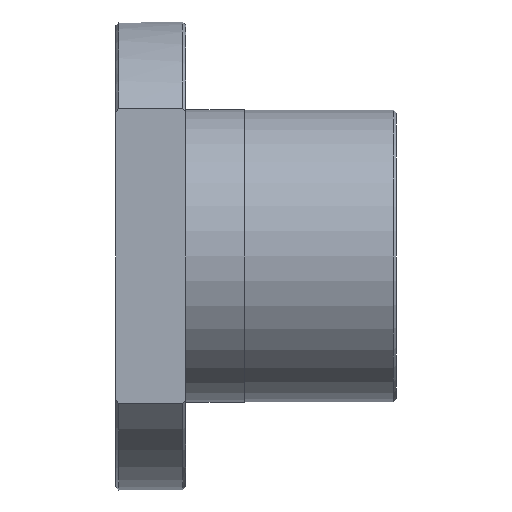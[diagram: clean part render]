
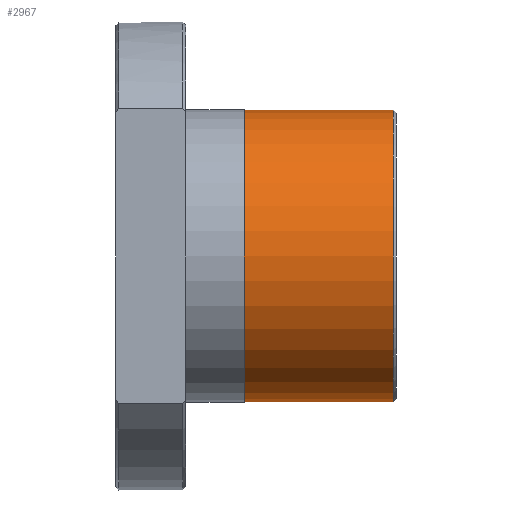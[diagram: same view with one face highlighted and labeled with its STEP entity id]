
A CAD part, front view. The second image highlights one B-rep face of the part: STEP entity #2967.
In plain terms, the highlighted cylindrical face has radius 24.9 mm (diameter 49.8 mm), a partial arc.
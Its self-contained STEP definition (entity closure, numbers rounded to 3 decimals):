
#15 = VERTEX_POINT ( 'NONE', #61 ) ;
#42 = CARTESIAN_POINT ( 'NONE',  ( 2260.751, 0., -24.9 ) ) ;
#58 = CARTESIAN_POINT ( 'NONE',  ( 2248., 0., 0. ) ) ;
#61 = CARTESIAN_POINT ( 'NONE',  ( 2273.502, 0., 24.9 ) ) ;
#124 = CARTESIAN_POINT ( 'NONE',  ( 2248., 0., 24.9 ) ) ;
#134 = LINE ( 'NONE', #2939, #2562 ) ;
#232 = DIRECTION ( 'NONE',  ( 0., 0., -1. ) ) ;
#238 = CARTESIAN_POINT ( 'NONE',  ( 2248., 0., -24.9 ) ) ;
#245 = CARTESIAN_POINT ( 'NONE',  ( 2273.502, 0., 0. ) ) ;
#438 = DIRECTION ( 'NONE',  ( 1., 0., 0. ) ) ;
#457 = AXIS2_PLACEMENT_3D ( 'NONE', #245, #510, #232 ) ;
#466 = CARTESIAN_POINT ( 'NONE',  ( 2273.502, 0., -24.9 ) ) ;
#510 = DIRECTION ( 'NONE',  ( -1., 0., 0. ) ) ;
#522 = DIRECTION ( 'NONE',  ( 1., 0., 0. ) ) ;
#689 = CYLINDRICAL_SURFACE ( 'NONE', #1536, 24.9 ) ;
#715 = FACE_OUTER_BOUND ( 'NONE', #833, .T. ) ;
#750 = CIRCLE ( 'NONE', #1045, 24.9 ) ;
#833 = EDGE_LOOP ( 'NONE', ( #2524, #2561, #1982, #1356 ) ) ;
#1026 = LINE ( 'NONE', #42, #2064 ) ;
#1045 = AXIS2_PLACEMENT_3D ( 'NONE', #58, #1928, #1461 ) ;
#1356 = ORIENTED_EDGE ( 'NONE', *, *, #2236, .T. ) ;
#1373 = VERTEX_POINT ( 'NONE', #238 ) ;
#1453 = VERTEX_POINT ( 'NONE', #124 ) ;
#1461 = DIRECTION ( 'NONE',  ( 0., 0., -1. ) ) ;
#1536 = AXIS2_PLACEMENT_3D ( 'NONE', #2776, #438, #1598 ) ;
#1598 = DIRECTION ( 'NONE',  ( 0., 0., -1. ) ) ;
#1721 = EDGE_CURVE ( 'NONE', #1453, #15, #134, .T. ) ;
#1898 = CIRCLE ( 'NONE', #457, 24.9 ) ;
#1928 = DIRECTION ( 'NONE',  ( -1., 0., 0. ) ) ;
#1982 = ORIENTED_EDGE ( 'NONE', *, *, #2514, .T. ) ;
#2013 = DIRECTION ( 'NONE',  ( 1., 0., 0. ) ) ;
#2064 = VECTOR ( 'NONE', #522, 1000. ) ;
#2146 = VERTEX_POINT ( 'NONE', #466 ) ;
#2236 = EDGE_CURVE ( 'NONE', #2146, #15, #1898, .T. ) ;
#2415 = EDGE_CURVE ( 'NONE', #1373, #1453, #750, .T. ) ;
#2514 = EDGE_CURVE ( 'NONE', #1373, #2146, #1026, .T. ) ;
#2524 = ORIENTED_EDGE ( 'NONE', *, *, #1721, .F. ) ;
#2561 = ORIENTED_EDGE ( 'NONE', *, *, #2415, .F. ) ;
#2562 = VECTOR ( 'NONE', #2013, 1000. ) ;
#2776 = CARTESIAN_POINT ( 'NONE',  ( 2260.751, 0., 0. ) ) ;
#2939 = CARTESIAN_POINT ( 'NONE',  ( 2260.751, 0., 24.9 ) ) ;
#2967 = ADVANCED_FACE ( 'NONE', ( #715 ), #689, .T. ) ;
